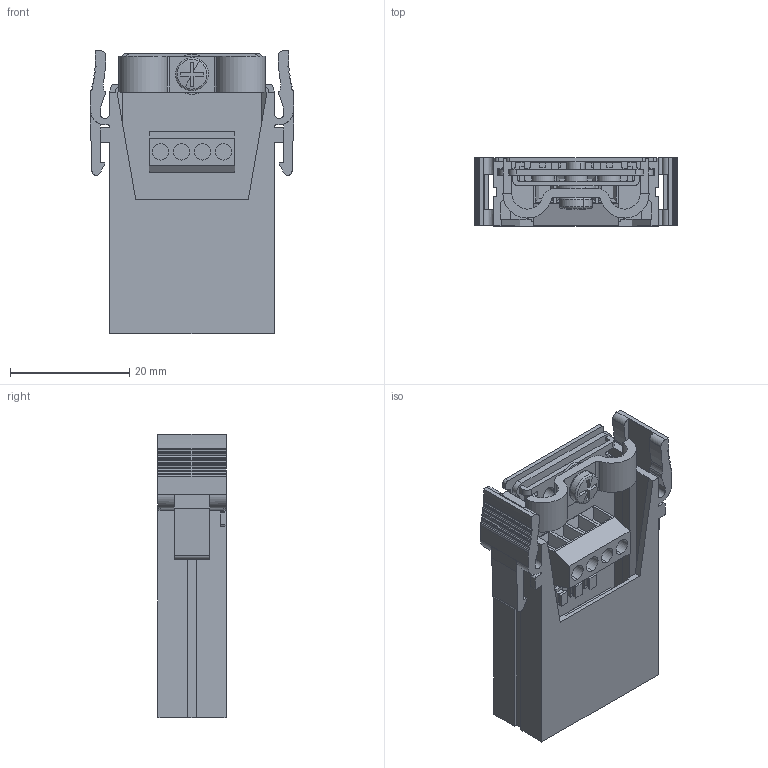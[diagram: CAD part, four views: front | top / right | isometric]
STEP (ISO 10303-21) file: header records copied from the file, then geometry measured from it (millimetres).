
FILE_DESCRIPTION(('CATIA V5 STEP Exchange','CAx-IF Rec.Pracs.--- Model Styling and Organization---1.2---2011-12-15'),'2;1');
FILE_NAME ('022326-3_1', '2018-10-01T16:03:56+00:00', ('none'), ('Weidmueller'), 'CATIA Version 5-6 Release 2014', 'CATIA V5 STEP AP214', 'none');
FILE_SCHEMA(('AUTOMOTIVE_DESIGN { 1 0 10303 214 1 1 1 1 }'));
Length unit declared in the file: millimetre
Products named in the file (1): 1806030000
Bounding box: 34.01 x 11.4 x 47.4 mm (x, y, z)
Volume: 6722.3 mm3; surface area: 13857.4 mm2
Topology: 10 solids, 10 shells, 908 faces, 2544 edges, 1676 vertices
Faces by surface type: plane 592, cylinder 308, torus 4, cone 2, sphere 2
Entity records: 27232 total; most frequent: ORIENTED_EDGE 5088, CARTESIAN_POINT 5081, DIRECTION 3662, EDGE_CURVE 2544, VECTOR 1834, LINE 1834, VERTEX_POINT 1676, AXIS2_PLACEMENT_3D 1237
